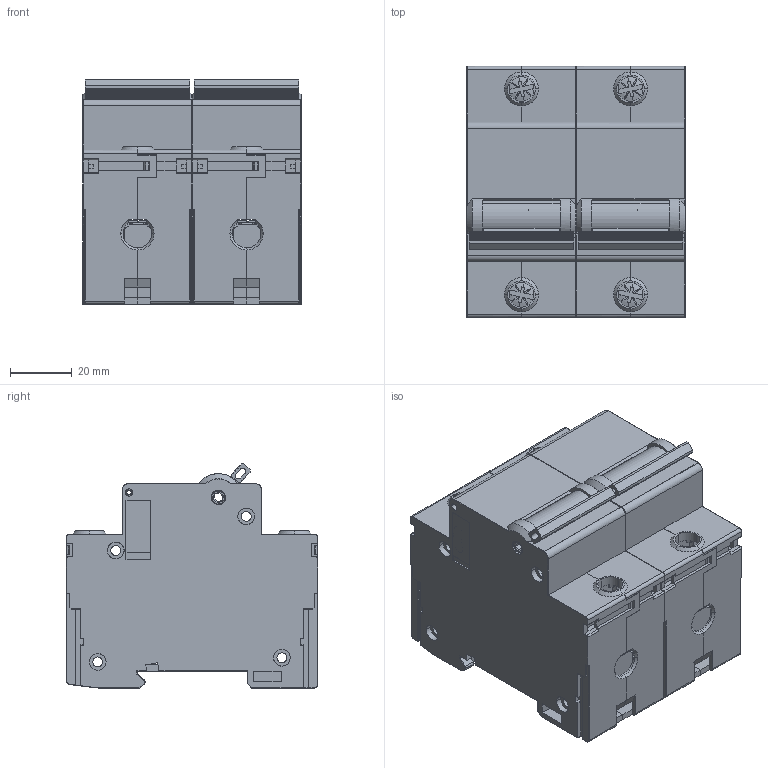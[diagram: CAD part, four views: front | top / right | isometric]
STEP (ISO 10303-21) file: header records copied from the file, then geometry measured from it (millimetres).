
FILE_DESCRIPTION(('CATIA V5 STEP Exchange'),'2;1');
FILE_NAME('SCB-shuang-2P.stp','2020-05-20T01:55:14+00:00',('none'),('none'),'CATIA Version 5 Release 19 SP 6 (IN-10)','CATIA V5 STEP AP214','none');
FILE_SCHEMA(('AUTOMOTIVE_DESIGN { 1 0 10303 214 1 1 1 1 }'));
Products named in the file (2): SCP-双模; SCB-双模
Assembly tree (2 placements, depth 2):
  SCP-双模
    SCB-双模  x2
Bounding box: 70.4 x 81 x 72.33 mm (x, y, z)
Volume: 109054.9 mm3; surface area: 144696.3 mm2
Topology: 16 solids, 28 shells, 5352 faces, 15230 edges, 9898 vertices
Faces by surface type: plane 3388, cylinder 1526, cone 194, torus 108, sphere 96, bspline 40
Entity records: 91643 total; most frequent: CARTESIAN_POINT 22655, ORIENTED_EDGE 15122, DIRECTION 12115, EDGE_CURVE 7565, VECTOR 5454, LINE 5454, VERTEX_POINT 4935, AXIS2_PLACEMENT_3D 4014
